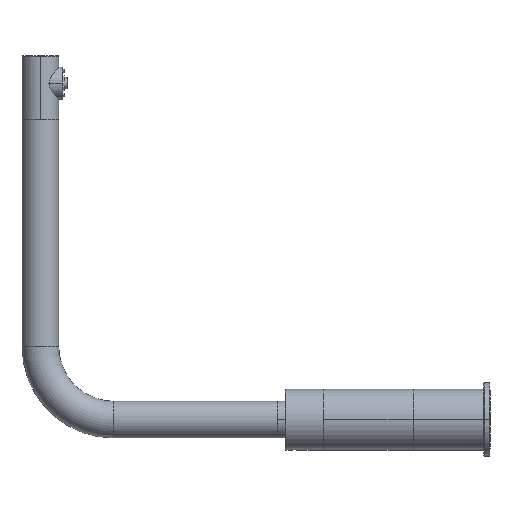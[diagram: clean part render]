
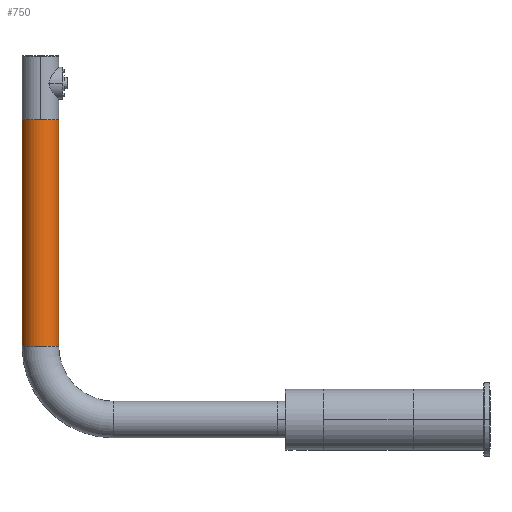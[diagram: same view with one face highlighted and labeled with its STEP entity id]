
A CAD part, left-side view. The second image highlights one B-rep face of the part: STEP entity #750.
In plain terms, the highlighted cylindrical face has radius 12 mm (diameter 24 mm), a partial arc.
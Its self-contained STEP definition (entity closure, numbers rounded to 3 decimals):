
#750=ADVANCED_FACE('',(#1947),#1948,.T.);
#1947=FACE_OUTER_BOUND('',#3762,.T.);
#1948=CYLINDRICAL_SURFACE('',#3763,12.0);
#3762=EDGE_LOOP('',(#8629,#8630,#8631,#8632));
#3763=AXIS2_PLACEMENT_3D('',#8633,#8634,#8635);
#8629=ORIENTED_EDGE('',*,*,#13076,.F.);
#8630=ORIENTED_EDGE('',*,*,#13077,.T.);
#8631=ORIENTED_EDGE('',*,*,#13078,.T.);
#8632=ORIENTED_EDGE('',*,*,#13079,.T.);
#8633=CARTESIAN_POINT('',(0.,294.0,238.0));
#8634=DIRECTION('',(0.0,0.0,1.0));
#8635=DIRECTION('',(0.0,-1.0,0.0));
#13076=EDGE_CURVE('',#15610,#15611,#15612,.T.);
#13077=EDGE_CURVE('',#15610,#15613,#15614,.T.);
#13078=EDGE_CURVE('',#15613,#15615,#15616,.T.);
#13079=EDGE_CURVE('',#15615,#15611,#15617,.T.);
#15610=VERTEX_POINT('',#21024);
#15611=VERTEX_POINT('',#21025);
#15612=LINE('',#21026,#21027);
#15613=VERTEX_POINT('',#21028);
#15614=CIRCLE('',#21029,12.0);
#15615=VERTEX_POINT('',#21030);
#15616=LINE('',#21031,#21032);
#15617=CIRCLE('',#21033,12.0);
#21024=CARTESIAN_POINT('',(0.,306.0,48.0));
#21025=CARTESIAN_POINT('',(0.,306.0,196.0));
#21026=CARTESIAN_POINT('',(0.,306.0,48.0));
#21027=VECTOR('',#26062,148.0);
#21028=CARTESIAN_POINT('',(0.,282.0,48.0));
#21029=AXIS2_PLACEMENT_3D('',#26063,#26064,#26065);
#21030=CARTESIAN_POINT('',(0.,282.0,196.0));
#21031=CARTESIAN_POINT('',(0.,282.0,48.0));
#21032=VECTOR('',#26066,148.0);
#21033=AXIS2_PLACEMENT_3D('',#26067,#26068,#26069);
#26062=DIRECTION('',(0.0,0.0,1.0));
#26063=CARTESIAN_POINT('',(0.,294.0,48.0));
#26064=DIRECTION('',(0.0,-0.0,1.0));
#26065=DIRECTION('',(0.0,1.0,0.0));
#26066=DIRECTION('',(0.0,0.0,1.0));
#26067=CARTESIAN_POINT('',(0.,294.0,196.0));
#26068=DIRECTION('',(0.0,0.0,-1.0));
#26069=DIRECTION('',(0.0,-1.0,0.0));
